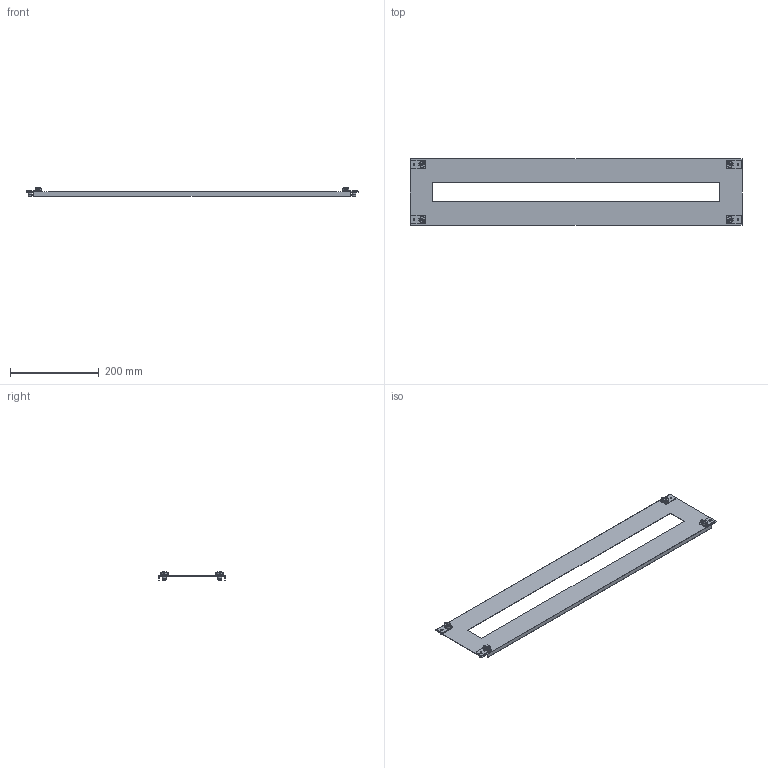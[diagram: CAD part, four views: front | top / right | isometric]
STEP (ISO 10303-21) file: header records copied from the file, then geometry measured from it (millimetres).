
FILE_DESCRIPTION((''),'2;1');
FILE_NAME('001101433_CP_3_1_F_ASM','2023-01-23T10:56:59',('klemen.sitar'),('Audax d.o.o.'),'CREO PARAMETRIC BY PTC INC, 2021304','CREO PARAMETRIC BY PTC INC, 2021304','');
FILE_SCHEMA(('AP242_MANAGED_MODEL_BASED_3D_ENGINEERING_MIM_LF { 1 0 10303 442 1 1 4 }'));
Length unit declared in the file: millimetre
Products named in the file (22): PRT0002_1_1_1_1_1; PRT0002_1_1_1_1_1_1_1_1_1_1_1; PRT0003_1_1_1_1_1_1_1_1_1_1_1; 001101421_CP_1_4_0_33_F_AS-2153_ASM; PRT0002_1_1_1_1_1_1_1_2_1_1_1_1; PRT0003_1_1_1_1_1_1_1_2_1_1_1_1; XYZ_ASM_1_ASM_1_ASM_1_ASM; 001101421_CP_1_4_0_33_F_AS-6205_ASM; 001101430_CP_1_4_1_F_ASM_1_ASM__ASM; 001101421_CP_1_4_0_33_F_AS-62_1; PRT0002_1_1_1_1_1_1_1_2_1_1_1_4; PRT0003_1_1_1_1_1_1_1_2_1_1_1_4; 001101421_CP_1_4_0_33_F_ASM_1_3_ASM; PRT0002_1_1_1_1_1_1_1_1_1_1_1_2; PRT0003_1_1_1_1_1_1_1_1_1_1_1_2; XYZ_ASM_1_1_ASM_1_1_ASM_1_ASM; 001101421_CP_1_4_0_33_F_ASM_1_4_ASM; ASM0001_ASM_1_1_ASM_1_ASM; 001101430_CP_1_4_1_F_ASM_1_1_AS_ASM; ASM0001_ASM_1_ASM; 001101432_CP_2_2_1_F_ASM_1_ASM; 001101433_CP_3_1_F_ASM
Assembly tree (21 placements, depth 8):
  001101433_CP_3_1_F_ASM
    001101432_CP_2_2_1_F_ASM_1_ASM
      001101430_CP_1_4_1_F_ASM_1_ASM__ASM
        001101421_CP_1_4_0_33_F_AS-6205_ASM
          001101421_CP_1_4_0_33_F_AS-2153_ASM
            PRT0002_1_1_1_1_1
            PRT0002_1_1_1_1_1_1_1_1_1_1_1
            PRT0003_1_1_1_1_1_1_1_1_1_1_1
          XYZ_ASM_1_ASM_1_ASM_1_ASM
            PRT0002_1_1_1_1_1_1_1_2_1_1_1_1
            PRT0003_1_1_1_1_1_1_1_2_1_1_1_1
      ASM0001_ASM_1_ASM
        001101430_CP_1_4_1_F_ASM_1_1_AS_ASM
          001101421_CP_1_4_0_33_F_AS-62_1
          ASM0001_ASM_1_1_ASM_1_ASM
            001101421_CP_1_4_0_33_F_ASM_1_4_ASM
              001101421_CP_1_4_0_33_F_ASM_1_3_ASM
                PRT0002_1_1_1_1_1_1_1_2_1_1_1_4
                PRT0003_1_1_1_1_1_1_1_2_1_1_1_4
              XYZ_ASM_1_1_ASM_1_1_ASM_1_ASM
                PRT0002_1_1_1_1_1_1_1_1_1_1_1_2
                PRT0003_1_1_1_1_1_1_1_1_1_1_1_2
Bounding box: 750 x 150 x 18.6 mm (x, y, z)
Volume: 107321.2 mm3; surface area: 206822.8 mm2
Topology: 9 solids, 9 shells, 354 faces, 1084 edges, 808 vertices
Faces by surface type: plane 226, cylinder 120, cone 8
Entity records: 21108 total; most frequent: CARTESIAN_POINT 2909, DIRECTION 2226, PRESENTATION_LAYER_ASSIGNMENT 2142, ORIENTED_EDGE 2056, PRESENTATION_STYLE_ASSIGNMENT 1148, STYLED_ITEM 1148, CURVE_STYLE 1139, EDGE_CURVE 1028
